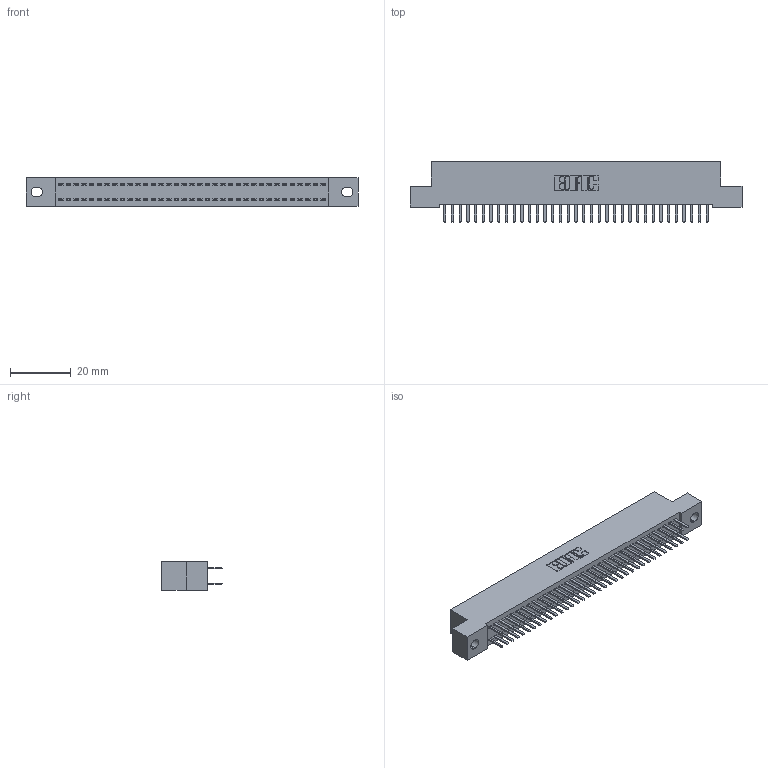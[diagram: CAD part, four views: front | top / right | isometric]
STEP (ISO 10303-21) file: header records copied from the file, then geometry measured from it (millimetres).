
FILE_DESCRIPTION (( 'STEP AP203' ), '1' );
FILE_NAME ('342-070-520-202.STEP', '2018-08-13T09:11:16', ( '' ), ( '' ), 'SwSTEP 2.0', 'SolidWorks 2016', '' );
FILE_SCHEMA (( 'CONFIG_CONTROL_DESIGN' ));
Length unit declared in the file: inch
Products named in the file (3): 342 Part_.128 Slot; 345-292-001_345-293-120; 342-070-520-202
Assembly tree (71 placements, depth 2):
  342-070-520-202
    342 Part_.128 Slot
    345-292-001_345-293-120  x70
Bounding box: 109.22 x 20.02 x 9.4 mm (x, y, z)
Volume: 9697.3 mm3; surface area: 15299.3 mm2
Topology: 71 solids, 71 shells, 4034 faces, 11721 edges, 7626 vertices
Faces by surface type: plane 2730, cylinder 1304
Entity records: 23539 total; most frequent: CARTESIAN_POINT 3922, ORIENTED_EDGE 3846, DIRECTION 3351, EDGE_CURVE 1923, LINE 1791, VECTOR 1791, VERTEX_POINT 1278, AXIS2_PLACEMENT_3D 780
